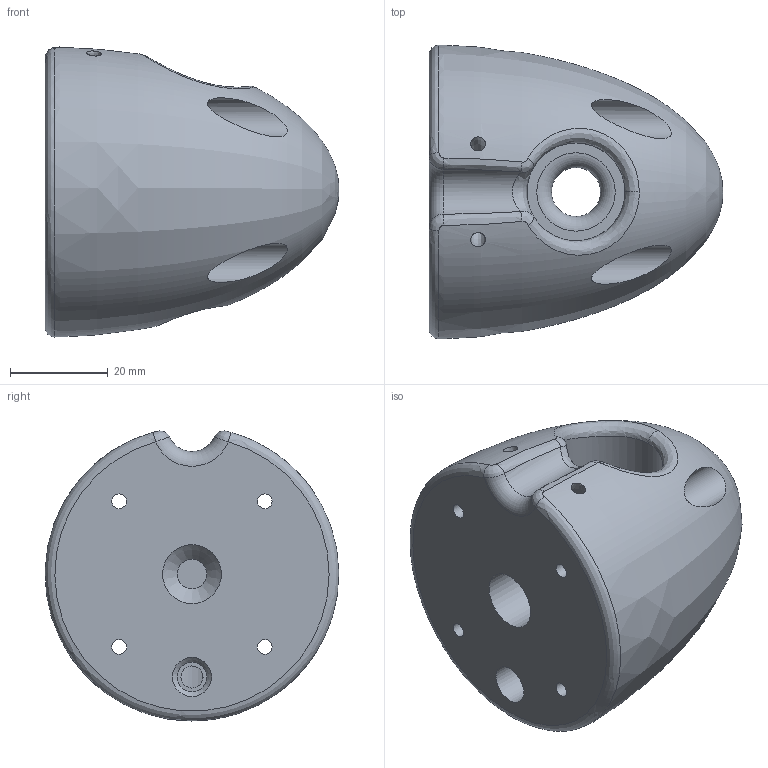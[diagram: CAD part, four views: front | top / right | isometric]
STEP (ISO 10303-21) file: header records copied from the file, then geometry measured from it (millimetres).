
FILE_DESCRIPTION(('FreeCAD Model'),'2;1');
FILE_NAME('MotorMount_T3542-05.step','2020-11-18T09:01:45',('Author'),(''), 'Open CASCADE STEP processor 7.3','FreeCAD','Unknown');
FILE_SCHEMA(('AUTOMOTIVE_DESIGN { 1 0 10303 214 1 1 1 1 }'));
Length unit declared in the file: millimetre
Products named in the file (1): MotorMount_T3542-05
Bounding box: 60 x 59.95 x 59.19 mm (x, y, z)
Volume: 90683.7 mm3; surface area: 19124.4 mm2
Topology: 1 solids, 1 shells, 40 faces, 88 edges, 56 vertices
Faces by surface type: cylinder 15, bspline 10, plane 9, revolution 2, cone 2, torus 2
Full cylindrical faces by diameter (mm): 3 x4, 4.5 x1, 8 x5, 10 x1, 12 x1, 14.2 x1, 20 x1
Entity records: 10312 total; most frequent: CARTESIAN_POINT 8654, DIRECTION 257, ORIENTED_EDGE 174, PCURVE 174, DEFINITIONAL_REPRESENTATION 174, LINE 113, VECTOR 113, EDGE_CURVE 87
